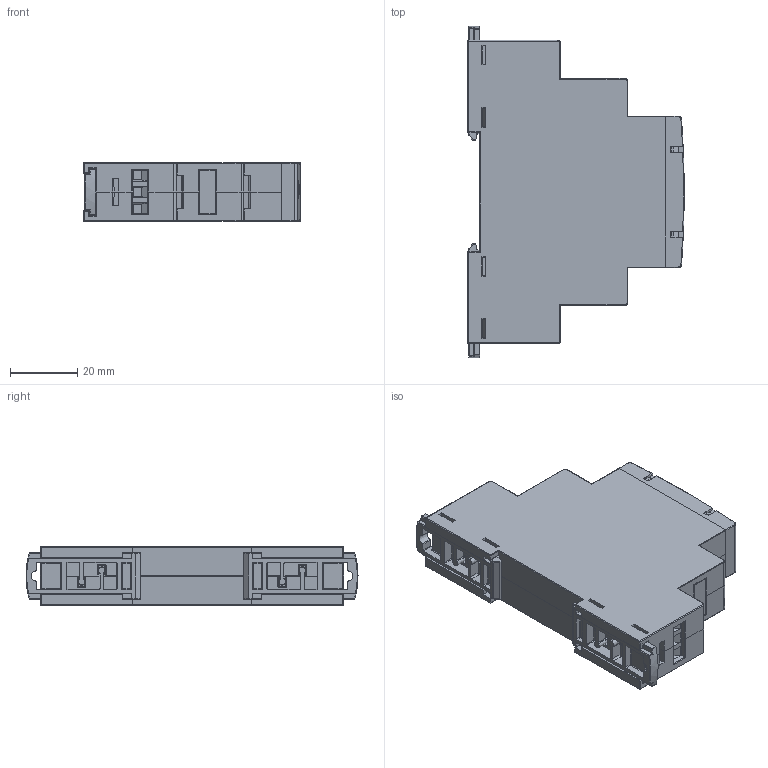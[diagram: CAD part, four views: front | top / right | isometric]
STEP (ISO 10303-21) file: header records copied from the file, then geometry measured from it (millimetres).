
FILE_DESCRIPTION (( 'STEP AP214' ), '1' );
FILE_NAME ('RPC-1MA-UNI.STEP', '2017-07-07T05:54:45', ( '' ), ( '' ), 'SwSTEP 2.0', 'SolidWorks 2017', '' );
FILE_SCHEMA (( 'AUTOMOTIVE_DESIGN' ));
Length unit declared in the file: millimetre
Products named in the file (1): RPC-1MA-UNI
Bounding box: 64.24 x 98.6 x 17.5 mm (x, y, z)
Volume: 23861.1 mm3; surface area: 38897.9 mm2
Topology: 12 solids, 12 shells, 2142 faces, 5635 edges, 3610 vertices
Faces by surface type: plane 1256, cylinder 501, bspline 208, torus 82, cone 51, sphere 44
Entity records: 99195 total; most frequent: CARTESIAN_POINT 24608, ORIENTED_EDGE 11230, DIRECTION 9580, EDGE_CURVE 5615, LINE 3848, VECTOR 3848, VERTEX_POINT 3610, AXIS2_PLACEMENT_3D 2866
